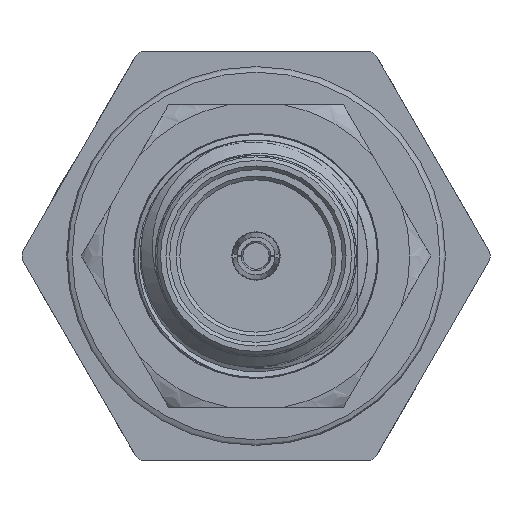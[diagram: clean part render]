
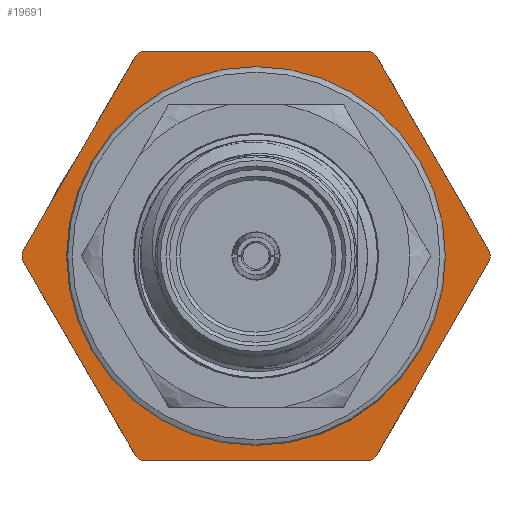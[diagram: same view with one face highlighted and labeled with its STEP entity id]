
A CAD part, front view. The second image highlights one B-rep face of the part: STEP entity #19691.
In plain terms, the highlighted face is planar.
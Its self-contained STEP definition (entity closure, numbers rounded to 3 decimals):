
#1011=LINE('',#37749,#2259);
#1012=LINE('',#37754,#2260);
#1013=LINE('',#37758,#2261);
#1014=LINE('',#37762,#2262);
#1015=LINE('',#37766,#2263);
#1016=LINE('',#37770,#2264);
#2259=VECTOR('',#24019,1000.);
#2260=VECTOR('',#24022,1000.);
#2261=VECTOR('',#24025,1000.);
#2262=VECTOR('',#24028,1000.);
#2263=VECTOR('',#24031,1000.);
#2264=VECTOR('',#24034,1000.);
#3580=PLANE('',#21268);
#4109=ORIENTED_EDGE('',*,*,#10157,.T.);
#4110=ORIENTED_EDGE('',*,*,#10158,.F.);
#4111=ORIENTED_EDGE('',*,*,#10159,.T.);
#4112=ORIENTED_EDGE('',*,*,#10160,.F.);
#4113=ORIENTED_EDGE('',*,*,#10161,.T.);
#4114=ORIENTED_EDGE('',*,*,#10162,.F.);
#4115=ORIENTED_EDGE('',*,*,#10163,.T.);
#4116=ORIENTED_EDGE('',*,*,#10164,.F.);
#4117=ORIENTED_EDGE('',*,*,#10165,.T.);
#4118=ORIENTED_EDGE('',*,*,#10166,.F.);
#4119=ORIENTED_EDGE('',*,*,#10167,.T.);
#4120=ORIENTED_EDGE('',*,*,#10168,.F.);
#4121=ORIENTED_EDGE('',*,*,#10169,.T.);
#10157=EDGE_CURVE('',#13172,#13172,#14911,.T.);
#10158=EDGE_CURVE('',#13173,#13174,#1011,.T.);
#10159=EDGE_CURVE('',#13173,#13175,#14912,.F.);
#10160=EDGE_CURVE('',#13176,#13175,#1012,.T.);
#10161=EDGE_CURVE('',#13176,#13177,#14913,.F.);
#10162=EDGE_CURVE('',#13178,#13177,#1013,.T.);
#10163=EDGE_CURVE('',#13178,#13179,#14914,.F.);
#10164=EDGE_CURVE('',#13180,#13179,#1014,.T.);
#10165=EDGE_CURVE('',#13180,#13181,#14915,.F.);
#10166=EDGE_CURVE('',#13182,#13181,#1015,.T.);
#10167=EDGE_CURVE('',#13182,#13183,#14916,.F.);
#10168=EDGE_CURVE('',#13184,#13183,#1016,.T.);
#10169=EDGE_CURVE('',#13184,#13174,#14917,.F.);
#13172=VERTEX_POINT('',#37748);
#13173=VERTEX_POINT('',#37750);
#13174=VERTEX_POINT('',#37751);
#13175=VERTEX_POINT('',#37753);
#13176=VERTEX_POINT('',#37755);
#13177=VERTEX_POINT('',#37757);
#13178=VERTEX_POINT('',#37759);
#13179=VERTEX_POINT('',#37761);
#13180=VERTEX_POINT('',#37763);
#13181=VERTEX_POINT('',#37765);
#13182=VERTEX_POINT('',#37767);
#13183=VERTEX_POINT('',#37769);
#13184=VERTEX_POINT('',#37771);
#14911=CIRCLE('',#21269,4.9);
#14912=CIRCLE('',#21270,6.3);
#14913=CIRCLE('',#21271,6.3);
#14914=CIRCLE('',#21272,6.3);
#14915=CIRCLE('',#21273,6.3);
#14916=CIRCLE('',#21274,6.3);
#14917=CIRCLE('',#21275,6.3);
#16242=EDGE_LOOP('',(#4109));
#16243=EDGE_LOOP('',(#4110,#4111,#4112,#4113,#4114,#4115,#4116,#4117,#4118,
#4119,#4120,#4121));
#17706=FACE_BOUND('',#16242,.T.);
#17707=FACE_BOUND('',#16243,.T.);
#19691=ADVANCED_FACE('',(#17706,#17707),#3580,.F.);
#21268=AXIS2_PLACEMENT_3D('',#37746,#24015,#24016);
#21269=AXIS2_PLACEMENT_3D('',#37747,#24017,#24018);
#21270=AXIS2_PLACEMENT_3D('',#37752,#24020,#24021);
#21271=AXIS2_PLACEMENT_3D('',#37756,#24023,#24024);
#21272=AXIS2_PLACEMENT_3D('',#37760,#24026,#24027);
#21273=AXIS2_PLACEMENT_3D('',#37764,#24029,#24030);
#21274=AXIS2_PLACEMENT_3D('',#37768,#24032,#24033);
#21275=AXIS2_PLACEMENT_3D('',#37772,#24035,#24036);
#24015=DIRECTION('',(-1.,0.,0.));
#24016=DIRECTION('',(0.,0.,1.));
#24017=DIRECTION('',(-1.,0.,0.));
#24018=DIRECTION('',(0.,1.,0.));
#24019=DIRECTION('',(0.,1.,0.));
#24020=DIRECTION('',(-1.,0.,0.));
#24021=DIRECTION('',(0.,0.,1.));
#24022=DIRECTION('',(0.,0.5,0.866));
#24023=DIRECTION('',(-1.,0.,0.));
#24024=DIRECTION('',(0.,0.,1.));
#24025=DIRECTION('',(0.,-0.5,0.866));
#24026=DIRECTION('',(-1.,0.,0.));
#24027=DIRECTION('',(0.,0.,1.));
#24028=DIRECTION('',(0.,-1.,0.));
#24029=DIRECTION('',(-1.,0.,0.));
#24030=DIRECTION('',(0.,0.,1.));
#24031=DIRECTION('',(0.,-0.5,-0.866));
#24032=DIRECTION('',(-1.,0.,0.));
#24033=DIRECTION('',(0.,0.,1.));
#24034=DIRECTION('',(0.,0.5,-0.866));
#24035=DIRECTION('',(-1.,0.,0.));
#24036=DIRECTION('',(0.,0.,1.));
#37746=CARTESIAN_POINT('',(0.,0.,0.));
#37747=CARTESIAN_POINT('',(0.,0.,0.));
#37748=CARTESIAN_POINT('',(0.,4.9,0.));
#37749=CARTESIAN_POINT('',(0.,-3.175,5.5));
#37750=CARTESIAN_POINT('',(0.,-3.072,5.5));
#37751=CARTESIAN_POINT('',(0.,3.072,5.5));
#37752=CARTESIAN_POINT('',(0.,0.,0.));
#37753=CARTESIAN_POINT('',(0.,-3.227,5.411));
#37754=CARTESIAN_POINT('',(0.,-6.351,0.));
#37755=CARTESIAN_POINT('',(0.,-6.299,0.089));
#37756=CARTESIAN_POINT('',(0.,0.,0.));
#37757=CARTESIAN_POINT('',(0.,-6.299,-0.089));
#37758=CARTESIAN_POINT('',(0.,-3.175,-5.5));
#37759=CARTESIAN_POINT('',(0.,-3.227,-5.411));
#37760=CARTESIAN_POINT('',(0.,0.,0.));
#37761=CARTESIAN_POINT('',(0.,-3.072,-5.5));
#37762=CARTESIAN_POINT('',(0.,3.175,-5.5));
#37763=CARTESIAN_POINT('',(0.,3.072,-5.5));
#37764=CARTESIAN_POINT('',(0.,0.,0.));
#37765=CARTESIAN_POINT('',(0.,3.227,-5.411));
#37766=CARTESIAN_POINT('',(0.,6.351,0.));
#37767=CARTESIAN_POINT('',(0.,6.299,-0.089));
#37768=CARTESIAN_POINT('',(0.,0.,0.));
#37769=CARTESIAN_POINT('',(0.,6.299,0.089));
#37770=CARTESIAN_POINT('',(0.,3.175,5.5));
#37771=CARTESIAN_POINT('',(0.,3.227,5.411));
#37772=CARTESIAN_POINT('',(0.,0.,0.));
